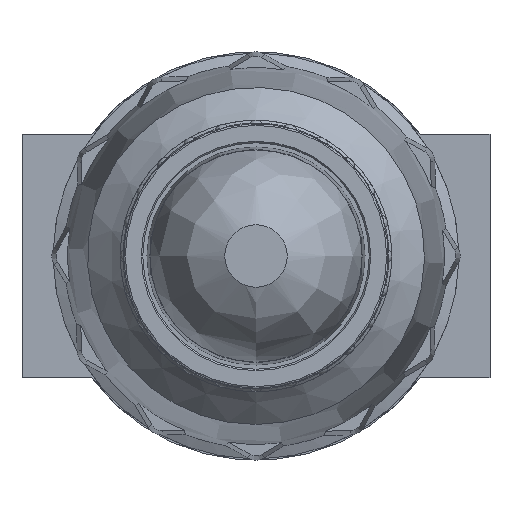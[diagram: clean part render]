
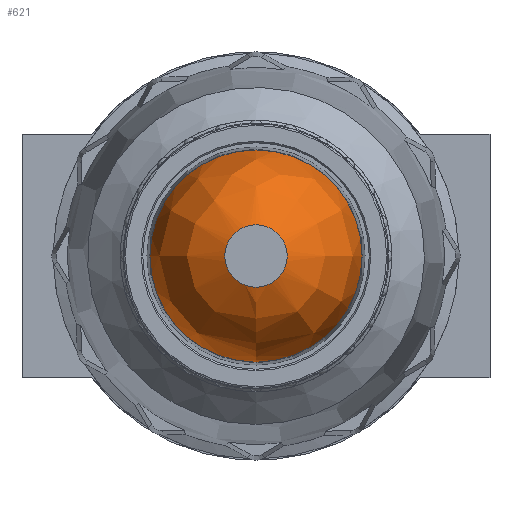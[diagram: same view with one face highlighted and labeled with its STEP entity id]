
A CAD part, front view. The second image highlights one B-rep face of the part: STEP entity #621.
In plain terms, the highlighted free-form (B-spline) face has degree [3, 3] with [4, 7] control points.
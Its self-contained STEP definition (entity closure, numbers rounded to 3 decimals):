
#621 = ADVANCED_FACE( '', ( #1584, #1585 ), #1586, .T. );
#1584 = FACE_OUTER_BOUND( '', #2552, .T. );
#1585 = FACE_OUTER_BOUND( '', #2553, .T. );
#1586 = ( BOUNDED_SURFACE(  )B_SPLINE_SURFACE( 3, 3, ( ( #2556, #2557, #2558, #2559, #2560, #2561, #2562 ), ( #2563, #2564, #2565, #2566, #2567, #2568, #2569 ), ( #2570, #2571, #2572, #2573, #2574, #2575, #2576 ), ( #2577, #2578, #2579, #2580, #2581, #2582, #2583 ) ), .UNSPECIFIED., .F., .T., .F. )B_SPLINE_SURFACE_WITH_KNOTS( ( 4, 4 ), ( 4, 3, 4 ), ( 0., 6.283 ), ( 0.011, 0.642, 1.272 ), .UNSPECIFIED. )GEOMETRIC_REPRESENTATION_ITEM(  )RATIONAL_B_SPLINE_SURFACE( ( ( 1., 0.333, 0.333, 1., 0.333, 0.333, 1. ), ( 0.872, 0.291, 0.291, 0.872, 0.291, 0.291, 0.872 ), ( 0.872, 0.291, 0.291, 0.872, 0.291, 0.291, 0.872 ), ( 1., 0.333, 0.333, 1., 0.333, 0.333, 1. ) ) )REPRESENTATION_ITEM( '' )SURFACE(  ) );
#2552 = EDGE_LOOP( '', ( #6206 ) );
#2553 = EDGE_LOOP( '', ( #6207 ) );
#2556 = CARTESIAN_POINT( '', ( 0., -118.496, -10. ) );
#2557 = CARTESIAN_POINT( '', ( 20., -118.496, -10. ) );
#2558 = CARTESIAN_POINT( '', ( 20., -118.496, 10. ) );
#2559 = CARTESIAN_POINT( '', ( 0., -118.496, 10. ) );
#2560 = CARTESIAN_POINT( '', ( -20., -118.496, 10. ) );
#2561 = CARTESIAN_POINT( '', ( -20., -118.496, -10. ) );
#2562 = CARTESIAN_POINT( '', ( 0., -118.496, -10. ) );
#2563 = CARTESIAN_POINT( '', ( 0., -113.987, -24.651 ) );
#2564 = CARTESIAN_POINT( '', ( 49.302, -113.987, -24.651 ) );
#2565 = CARTESIAN_POINT( '', ( 49.302, -113.987, 24.651 ) );
#2566 = CARTESIAN_POINT( '', ( 0., -113.987, 24.651 ) );
#2567 = CARTESIAN_POINT( '', ( -49.302, -113.987, 24.651 ) );
#2568 = CARTESIAN_POINT( '', ( -49.302, -113.987, -24.651 ) );
#2569 = CARTESIAN_POINT( '', ( 0., -113.987, -24.651 ) );
#2570 = CARTESIAN_POINT( '', ( 0., -101.706, -33.826 ) );
#2571 = CARTESIAN_POINT( '', ( 67.651, -101.706, -33.826 ) );
#2572 = CARTESIAN_POINT( '', ( 67.651, -101.706, 33.826 ) );
#2573 = CARTESIAN_POINT( '', ( 0., -101.706, 33.826 ) );
#2574 = CARTESIAN_POINT( '', ( -67.651, -101.706, 33.826 ) );
#2575 = CARTESIAN_POINT( '', ( -67.651, -101.706, -33.826 ) );
#2576 = CARTESIAN_POINT( '', ( 0., -101.706, -33.826 ) );
#2577 = CARTESIAN_POINT( '', ( 0., -86.378, -33.996 ) );
#2578 = CARTESIAN_POINT( '', ( 67.992, -86.378, -33.996 ) );
#2579 = CARTESIAN_POINT( '', ( 67.992, -86.378, 33.996 ) );
#2580 = CARTESIAN_POINT( '', ( 0., -86.378, 33.996 ) );
#2581 = CARTESIAN_POINT( '', ( -67.992, -86.378, 33.996 ) );
#2582 = CARTESIAN_POINT( '', ( -67.992, -86.378, -33.996 ) );
#2583 = CARTESIAN_POINT( '', ( 0., -86.378, -33.996 ) );
#6206 = ORIENTED_EDGE( '', *, *, #7349, .T. );
#6207 = ORIENTED_EDGE( '', *, *, #7348, .F. );
#7348 = EDGE_CURVE( '', #9204, #9204, #9205, .T. );
#7349 = EDGE_CURVE( '', #9206, #9206, #9207, .T. );
#9204 = VERTEX_POINT( '', #13523 );
#9205 = CIRCLE( '', #13524, 10. );
#9206 = VERTEX_POINT( '', #13525 );
#9207 = CIRCLE( '', #13526, 33.996 );
#13523 = CARTESIAN_POINT( '', ( 0., -118.496, -10. ) );
#13524 = AXIS2_PLACEMENT_3D( '', #15534, #15535, #15536 );
#13525 = CARTESIAN_POINT( '', ( 0., -86.378, -33.996 ) );
#13526 = AXIS2_PLACEMENT_3D( '', #15537, #15538, #15539 );
#15534 = CARTESIAN_POINT( '', ( 0., -118.496, 0. ) );
#15535 = DIRECTION( '', ( 0., -1., 0. ) );
#15536 = DIRECTION( '', ( 0., 0., -1. ) );
#15537 = CARTESIAN_POINT( '', ( 0., -86.378, 0. ) );
#15538 = DIRECTION( '', ( 0., -1., 0. ) );
#15539 = DIRECTION( '', ( 0., 0., -1. ) );
